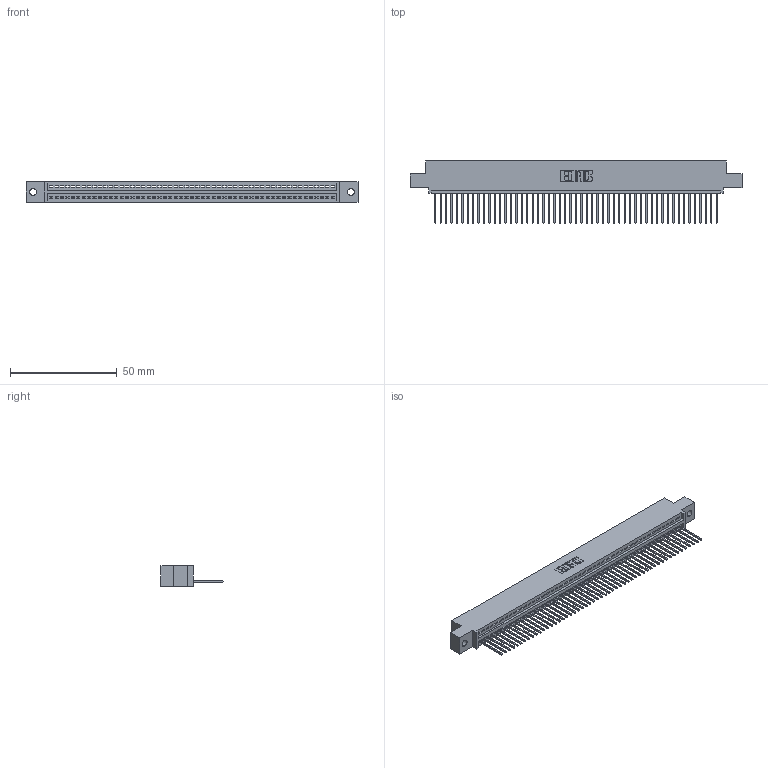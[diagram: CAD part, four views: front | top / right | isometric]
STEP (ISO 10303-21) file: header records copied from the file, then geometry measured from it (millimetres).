
FILE_DESCRIPTION (( 'STEP AP203' ), '1' );
FILE_NAME ('395-053-540-402.STEP', '2019-10-23T14:57:23', ( '' ), ( '' ), 'SwSTEP 2.0', 'SolidWorks 2016', '' );
FILE_SCHEMA (( 'CONFIG_CONTROL_DESIGN' ));
Length unit declared in the file: inch
Products named in the file (3): 395-053-540-402; 345-292-001_345-293-140; 345 Part_0.110 Offset - 0.128 Dia
Assembly tree (54 placements, depth 2):
  395-053-540-402
    345 Part_0.110 Offset - 0.128 Dia
    345-292-001_345-293-140  x53
Bounding box: 155.83 x 29.13 x 9.4 mm (x, y, z)
Volume: 14852.6 mm3; surface area: 20214.1 mm2
Topology: 54 solids, 54 shells, 3204 faces, 9681 edges, 6382 vertices
Faces by surface type: plane 2204, cylinder 1000
Entity records: 38561 total; most frequent: CARTESIAN_POINT 6687, ORIENTED_EDGE 6674, DIRECTION 5823, EDGE_CURVE 3337, LINE 2993, VECTOR 2993, VERTEX_POINT 2222, AXIS2_PLACEMENT_3D 1415
